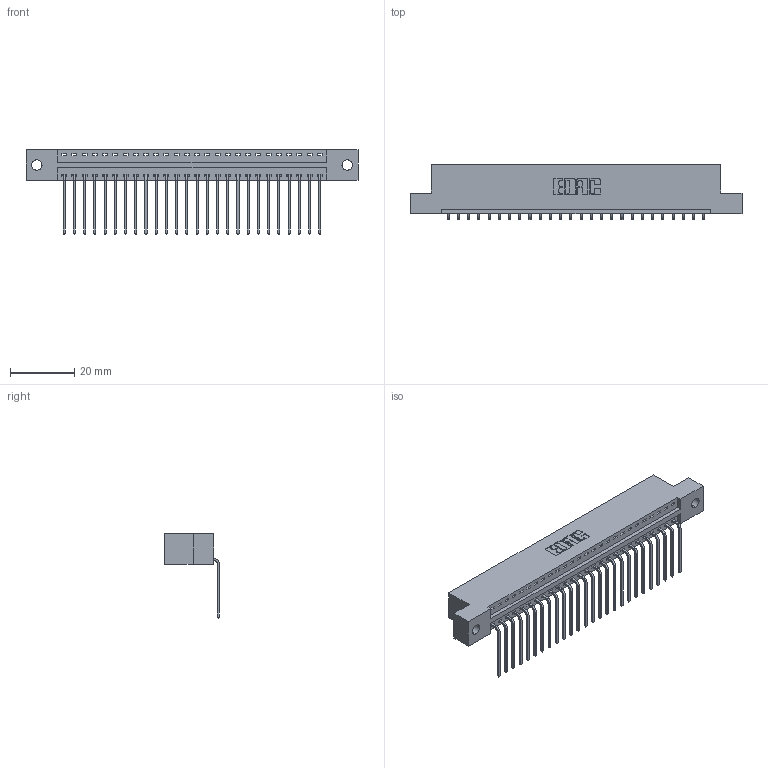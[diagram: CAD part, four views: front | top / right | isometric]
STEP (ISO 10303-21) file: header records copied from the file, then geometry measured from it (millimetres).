
FILE_DESCRIPTION (( 'STEP AP203' ), '1' );
FILE_NAME ('346-026-559-102.STEP', '2018-08-21T23:21:39', ( '' ), ( '' ), 'SwSTEP 2.0', 'SolidWorks 2016', '' );
FILE_SCHEMA (( 'CONFIG_CONTROL_DESIGN' ));
Length unit declared in the file: inch
Products named in the file (3): 346 Part_Flush Mounting Lugs - 0.128 Dia; 345-292-001_558 559 Tail - 1; 346-026-559-102
Assembly tree (27 placements, depth 2):
  346-026-559-102
    346 Part_Flush Mounting Lugs - 0.128 Dia
    345-292-001_558 559 Tail - 1  x26
Bounding box: 103.12 x 17.08 x 26.16 mm (x, y, z)
Volume: 9811 mm3; surface area: 12335.3 mm2
Topology: 27 solids, 27 shells, 1682 faces, 5061 edges, 3338 vertices
Faces by surface type: plane 1168, cylinder 514
Entity records: 18377 total; most frequent: CARTESIAN_POINT 3162, ORIENTED_EDGE 3122, DIRECTION 2809, EDGE_CURVE 1561, VECTOR 1325, LINE 1325, VERTEX_POINT 1038, AXIS2_PLACEMENT_3D 742
